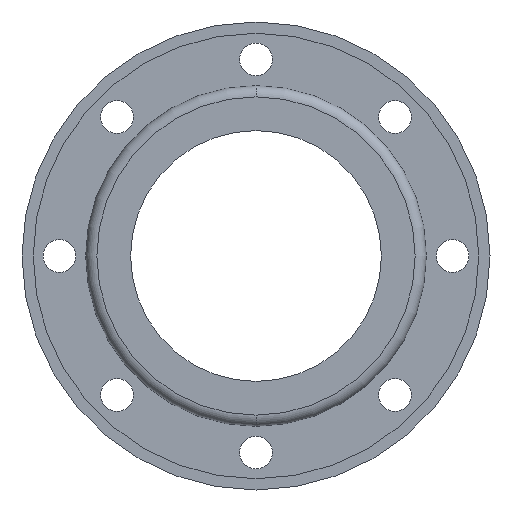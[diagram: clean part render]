
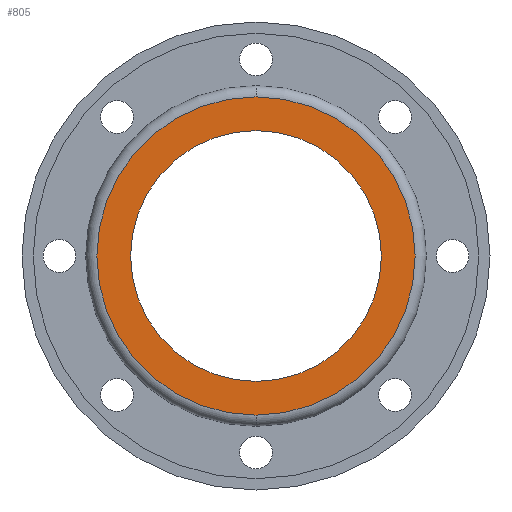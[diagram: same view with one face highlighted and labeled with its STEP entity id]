
A CAD part, front view. The second image highlights one B-rep face of the part: STEP entity #805.
In plain terms, the highlighted planar face has unit normal (0, -1, 0).
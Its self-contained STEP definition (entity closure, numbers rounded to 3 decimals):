
#3 = CARTESIAN_POINT ( 'NONE',  ( -85., 0., 0. ) ) ;
#102 = DIRECTION ( 'NONE',  ( 0., 1., 0. ) ) ;
#106 = CARTESIAN_POINT ( 'NONE',  ( 0., 0., 0. ) ) ;
#126 = DIRECTION ( 'NONE',  ( 0., 0., 1. ) ) ;
#144 = AXIS2_PLACEMENT_3D ( 'NONE', #851, #565, #872 ) ;
#166 = CIRCLE ( 'NONE', #1173, 85. ) ;
#171 = DIRECTION ( 'NONE',  ( 0., 0., -1. ) ) ;
#178 = EDGE_CURVE ( 'NONE', #1012, #227, #700, .T. ) ;
#197 = CARTESIAN_POINT ( 'NONE',  ( 0., 0., 0. ) ) ;
#227 = VERTEX_POINT ( 'NONE', #572 ) ;
#234 = EDGE_CURVE ( 'NONE', #227, #1012, #1020, .T. ) ;
#316 = DIRECTION ( 'NONE',  ( 0., 0., 1. ) ) ;
#357 = CARTESIAN_POINT ( 'NONE',  ( 0., 0., -85. ) ) ;
#366 = ORIENTED_EDGE ( 'NONE', *, *, #178, .T. ) ;
#379 = CARTESIAN_POINT ( 'NONE',  ( 0., 0., 85. ) ) ;
#490 = DIRECTION ( 'NONE',  ( 0., 0., 1. ) ) ;
#492 = EDGE_LOOP ( 'NONE', ( #561, #1075 ) ) ;
#494 = AXIS2_PLACEMENT_3D ( 'NONE', #958, #102, #490 ) ;
#515 = VERTEX_POINT ( 'NONE', #357 ) ;
#555 = ORIENTED_EDGE ( 'NONE', *, *, #234, .T. ) ;
#561 = ORIENTED_EDGE ( 'NONE', *, *, #976, .F. ) ;
#565 = DIRECTION ( 'NONE',  ( 0., 1., 0. ) ) ;
#572 = CARTESIAN_POINT ( 'NONE',  ( 0., 0., 67. ) ) ;
#669 = CARTESIAN_POINT ( 'NONE',  ( 0., 0., -67. ) ) ;
#700 = CIRCLE ( 'NONE', #144, 67. ) ;
#727 = EDGE_LOOP ( 'NONE', ( #555, #366 ) ) ;
#760 = FACE_BOUND ( 'NONE', #727, .T. ) ;
#775 = AXIS2_PLACEMENT_3D ( 'NONE', #3, #1029, #171 ) ;
#805 = ADVANCED_FACE ( 'NONE', ( #760, #857 ), #957, .T. ) ;
#851 = CARTESIAN_POINT ( 'NONE',  ( 0., 0., 0. ) ) ;
#857 = FACE_OUTER_BOUND ( 'NONE', #492, .T. ) ;
#872 = DIRECTION ( 'NONE',  ( 0., 0., 1. ) ) ;
#957 = PLANE ( 'NONE',  #775 ) ;
#958 = CARTESIAN_POINT ( 'NONE',  ( 0., 0., 0. ) ) ;
#973 = VERTEX_POINT ( 'NONE', #379 ) ;
#976 = EDGE_CURVE ( 'NONE', #973, #515, #166, .T. ) ;
#979 = EDGE_CURVE ( 'NONE', #515, #973, #1089, .T. ) ;
#1012 = VERTEX_POINT ( 'NONE', #669 ) ;
#1020 = CIRCLE ( 'NONE', #494, 67. ) ;
#1029 = DIRECTION ( 'NONE',  ( 0., -1., 0. ) ) ;
#1051 = DIRECTION ( 'NONE',  ( 0., 1., 0. ) ) ;
#1073 = AXIS2_PLACEMENT_3D ( 'NONE', #197, #1140, #316 ) ;
#1075 = ORIENTED_EDGE ( 'NONE', *, *, #979, .F. ) ;
#1089 = CIRCLE ( 'NONE', #1073, 85. ) ;
#1140 = DIRECTION ( 'NONE',  ( 0., 1., 0. ) ) ;
#1173 = AXIS2_PLACEMENT_3D ( 'NONE', #106, #1051, #126 ) ;
